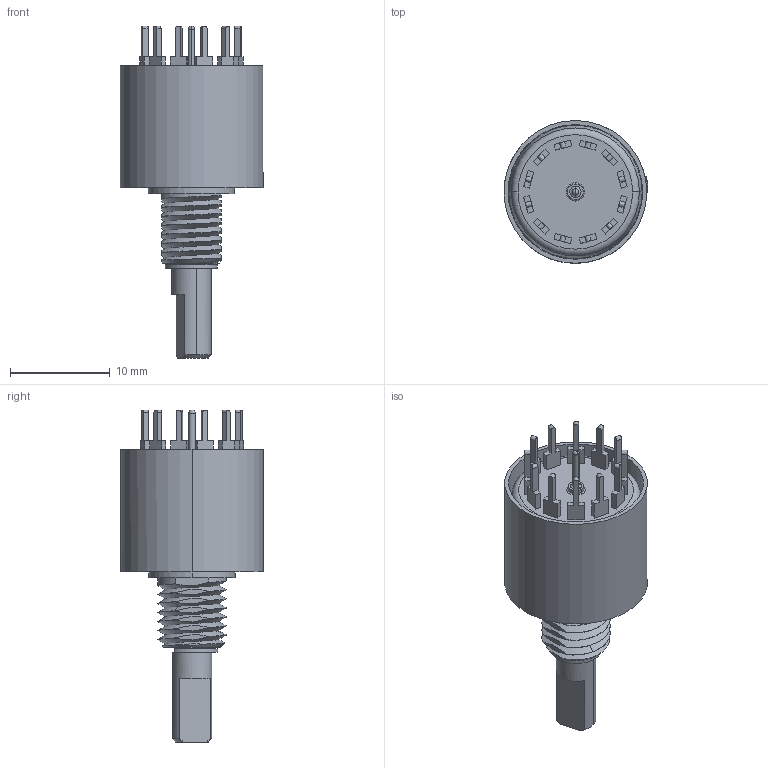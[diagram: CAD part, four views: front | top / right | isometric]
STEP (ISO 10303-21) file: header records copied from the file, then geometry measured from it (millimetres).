
FILE_DESCRIPTION((''),'2;1');
FILE_NAME('51ESP30-01-1-XXX','2012-02-22T',('Administrator'),(''),'PRO/ENGINEER BY PARAMETRIC TECHNOLOGY CORPORATION, 2006200','PRO/ENGINEER BY PARAMETRIC TECHNOLOGY CORPORATION, 2006200','');
FILE_SCHEMA(('CONFIG_CONTROL_DESIGN'));
Length unit declared in the file: inch
Products named in the file (1): 51ESP30-01-1-XXX
Bounding box: 14.45 x 14.33 x 33.32 mm (x, y, z)
Volume: 1138.1 mm3; surface area: 2775.3 mm2
Topology: 3 solids, 3 shells, 884 faces, 2443 edges, 1620 vertices
Faces by surface type: plane 758, cylinder 102, cone 10, bspline 6, torus 6, sphere 2
Entity records: 32145 total; most frequent: CARTESIAN_POINT 8037, ORIENTED_EDGE 4882, DIRECTION 4348, EDGE_CURVE 2441, VECTOR 2132, LINE 2132, VERTEX_POINT 1620, AXIS2_PLACEMENT_3D 1108
